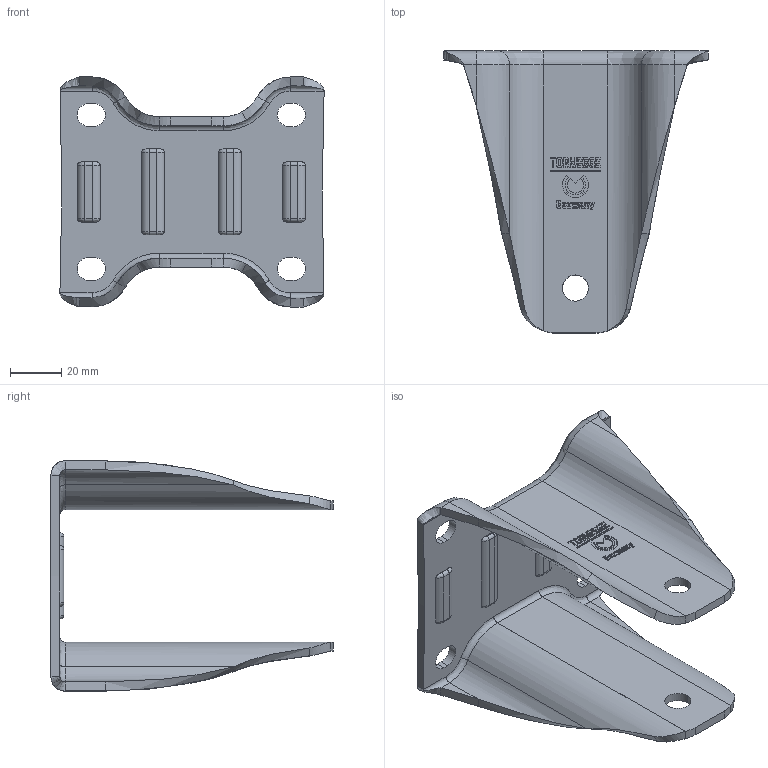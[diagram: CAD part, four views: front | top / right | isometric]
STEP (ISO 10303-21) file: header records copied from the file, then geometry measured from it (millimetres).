
FILE_DESCRIPTION (( 'STEP AP214' ), '1' );
FILE_NAME ('0019515BRL.step', '2023-02-21T08:56:31', ( '' ), ( '' ), 'SwSTEP 2.0', 'SolidWorks 2020', '' );
FILE_SCHEMA (( 'AUTOMOTIVE_DESIGN' ));
Length unit declared in the file: millimetre
Products named in the file (1): 0019515BRL
Bounding box: 103.01 x 110 x 89.74 mm (x, y, z)
Surface area: 46131.4 mm2 (no closed solid volume)
Topology: 0 solids, 1 shells, 374 faces, 1182 edges, 786 vertices
Faces by surface type: plane 197, cylinder 121, bspline 56
Entity records: 17465 total; most frequent: CARTESIAN_POINT 7311, ORIENTED_EDGE 2066, DIRECTION 1994, EDGE_CURVE 1182, LINE 812, VECTOR 812, VERTEX_POINT 786, AXIS2_PLACEMENT_3D 591
